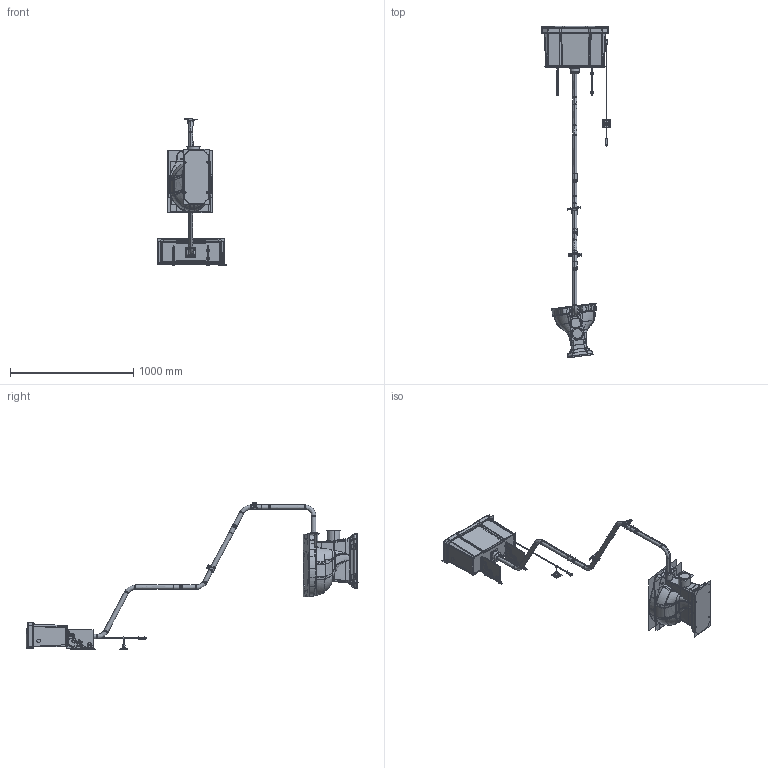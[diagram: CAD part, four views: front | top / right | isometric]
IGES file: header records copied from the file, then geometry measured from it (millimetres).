
Start section:  PTC IGES file: t34-chr-sl6501-18_asm.igs
Global section: file name: t34-chr-sl6501-18_asm.igs; native system: Pro/ENGINEER by Parametric Technology Corporation; preprocessor: 2010280; author: Administrator; organization: Unknown; date: 20200103.131919; units: millimetre
Bounding box: 556.6 x 2690.52 x 1188.99 mm (x, y, z)
Volume: 24381904.3 mm3; surface area: 19272836.7 mm2
Topology: 109 solids, 111 shells, 4166 faces, 21183 edges, 27027 vertices
Faces by surface type: revolution 1802, bspline 1548, extrusion 816
